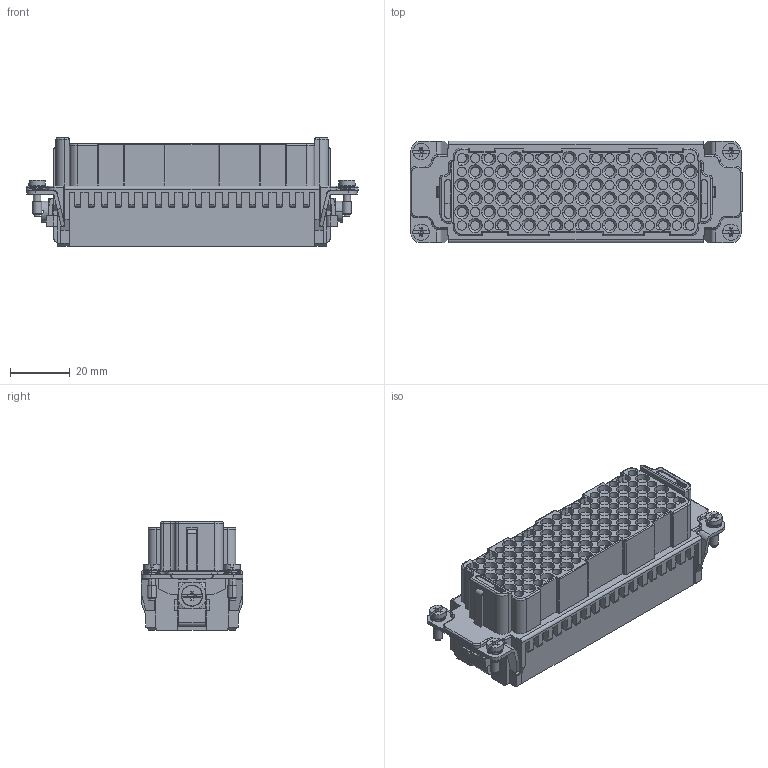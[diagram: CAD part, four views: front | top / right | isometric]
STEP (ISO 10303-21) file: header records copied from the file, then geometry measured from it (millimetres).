
FILE_DESCRIPTION (( 'STEP AP203' ), '1' );
FILE_NAME ('290243108.step', '2025-02-12T17:46:41', ( '' ), ( '' ), 'SwSTEP 2.0', 'SolidWorks 2024', '' );
FILE_SCHEMA (( 'CONFIG_CONTROL_DESIGN' ));
Length unit declared in the file: inch
Products named in the file (1): 290243108
Bounding box: 111.25 x 34 x 36.3 mm (x, y, z)
Volume: 78145.1 mm3; surface area: 38778.9 mm2
Topology: 15 solids, 15 shells, 1700 faces, 4374 edges, 2821 vertices
Faces by surface type: plane 831, cylinder 649, cone 144, bspline 50, torus 26
Entity records: 53958 total; most frequent: CARTESIAN_POINT 12524, ORIENTED_EDGE 8728, DIRECTION 8593, EDGE_CURVE 4364, AXIS2_PLACEMENT_3D 2940, VERTEX_POINT 2821, VECTOR 2713, LINE 2713
